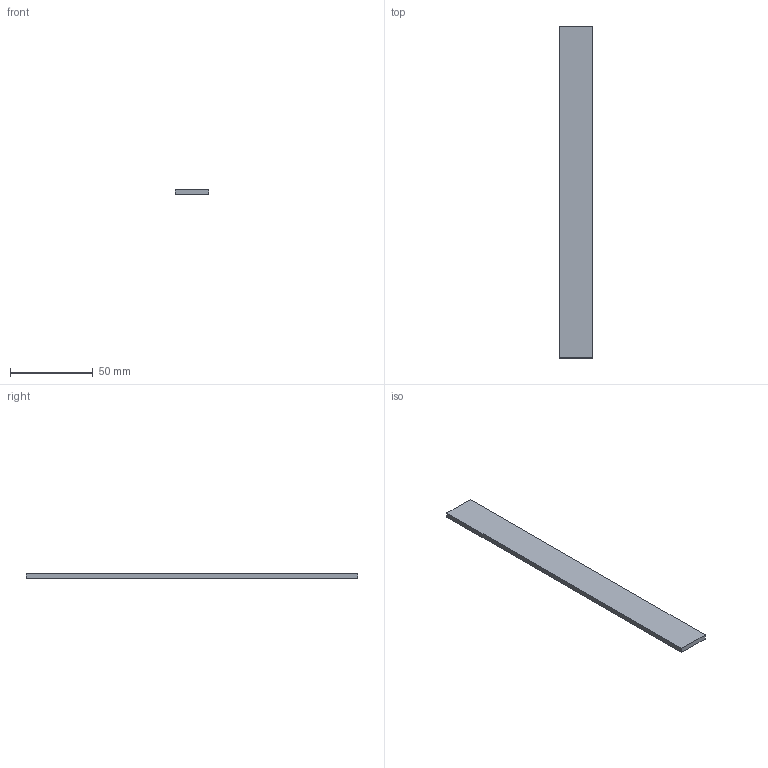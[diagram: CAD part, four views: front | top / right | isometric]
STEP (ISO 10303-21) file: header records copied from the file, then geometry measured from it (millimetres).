
FILE_DESCRIPTION( (''), '2;1');
FILE_NAME ('PC017.7836.TM_244_3_20_15214.stp','2022-12-01T14:33:15',(''),(''),'spGate 18.9.1 (****-****-****-****)','','');
FILE_SCHEMA (('AUTOMOTIVE_DESIGN'));
Length unit declared in the file: millimetre
Bounding box: 20 x 200 x 3 mm (x, y, z)
Volume: 12000 mm3; surface area: 9320 mm2
Topology: 1 solids, 1 shells, 6 faces, 12 edges, 8 vertices
Faces by surface type: plane 6
Entity records: 281 total; most frequent: CARTESIAN_POINT 26, DIRECTION 24, ORIENTED_EDGE 24, COLOUR_RGB 19, PRESENTATION_STYLE_ASSIGNMENT 19, STYLED_ITEM 19, EDGE_CURVE 12, LINE 12
